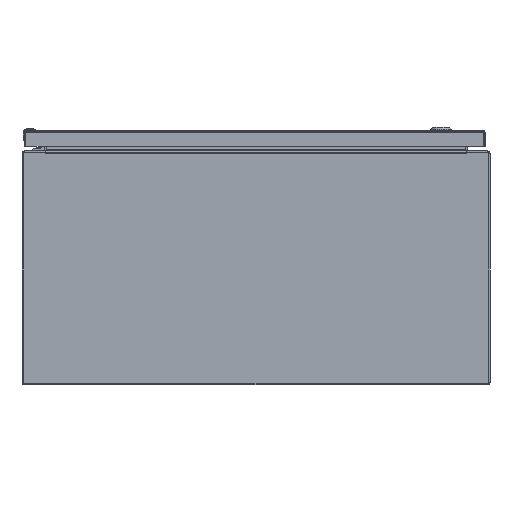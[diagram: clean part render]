
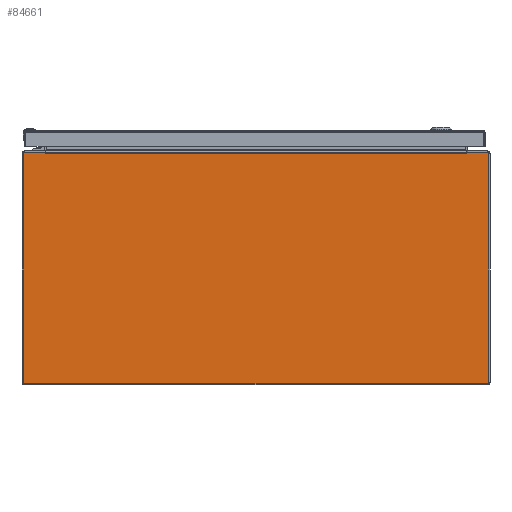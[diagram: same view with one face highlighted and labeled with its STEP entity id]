
A CAD part, front view. The second image highlights one B-rep face of the part: STEP entity #84661.
In plain terms, the highlighted planar face has unit normal (0, -1, 0).
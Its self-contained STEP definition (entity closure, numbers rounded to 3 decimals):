
#351 = CARTESIAN_POINT ( 'NONE',  ( -10.814, -21., 5.855 ) ) ;
#830 = LINE ( 'NONE', #37446, #57454 ) ;
#8469 = DIRECTION ( 'NONE',  ( 1., 0., 0. ) ) ;
#9396 = DIRECTION ( 'NONE',  ( 0., 0., -1. ) ) ;
#9464 = DIRECTION ( 'NONE',  ( 0., 0., -1. ) ) ;
#13222 = EDGE_CURVE ( 'NONE', #83405, #103014, #15059, .T. ) ;
#13809 = DIRECTION ( 'NONE',  ( -1., 0., 0. ) ) ;
#14765 = ORIENTED_EDGE ( 'NONE', *, *, #82686, .F. ) ;
#14923 = VERTEX_POINT ( 'NONE', #117414 ) ;
#15059 = LINE ( 'NONE', #108140, #27238 ) ;
#17139 = DIRECTION ( 'NONE',  ( -1., 0., 0. ) ) ;
#17814 = EDGE_CURVE ( 'NONE', #19254, #67002, #23495, .T. ) ;
#18828 = DIRECTION ( 'NONE',  ( 1., 0., 0. ) ) ;
#19254 = VERTEX_POINT ( 'NONE', #23259 ) ;
#19508 = EDGE_CURVE ( 'NONE', #118722, #27620, #830, .T. ) ;
#22076 = DIRECTION ( 'NONE',  ( 0., 0., -1. ) ) ;
#22487 = CARTESIAN_POINT ( 'NONE',  ( 0., -21., 5.855 ) ) ;
#22613 = ORIENTED_EDGE ( 'NONE', *, *, #112731, .F. ) ;
#22760 = EDGE_CURVE ( 'NONE', #64553, #14923, #79295, .T. ) ;
#23101 = LINE ( 'NONE', #22487, #85909 ) ;
#23259 = CARTESIAN_POINT ( 'NONE',  ( 11.857, -21., 5.937 ) ) ;
#23495 = CIRCLE ( 'NONE', #79020, 0.08 ) ;
#23625 = CARTESIAN_POINT ( 'NONE',  ( 10.828, -21., 5.937 ) ) ;
#26276 = VERTEX_POINT ( 'NONE', #38029 ) ;
#26913 = VECTOR ( 'NONE', #34146, 39.37 ) ;
#27238 = VECTOR ( 'NONE', #13809, 39.37 ) ;
#27620 = VERTEX_POINT ( 'NONE', #84455 ) ;
#30700 = DIRECTION ( 'NONE',  ( -0.174, 0., 0.985 ) ) ;
#30943 = DIRECTION ( 'NONE',  ( 0., 1., 0. ) ) ;
#34146 = DIRECTION ( 'NONE',  ( -1., 0., 0. ) ) ;
#35390 = CARTESIAN_POINT ( 'NONE',  ( 0., -21., -5.937 ) ) ;
#36217 = LINE ( 'NONE', #83367, #73121 ) ;
#36400 = CARTESIAN_POINT ( 'NONE',  ( 0., -21., 5.937 ) ) ;
#36487 = ORIENTED_EDGE ( 'NONE', *, *, #22760, .F. ) ;
#37386 = ORIENTED_EDGE ( 'NONE', *, *, #59543, .T. ) ;
#37446 = CARTESIAN_POINT ( 'NONE',  ( 0., -21., 5.937 ) ) ;
#38011 = ORIENTED_EDGE ( 'NONE', *, *, #57117, .T. ) ;
#38029 = CARTESIAN_POINT ( 'NONE',  ( -11.937, -21., 5.857 ) ) ;
#38093 = VECTOR ( 'NONE', #30700, 39.37 ) ;
#39443 = CARTESIAN_POINT ( 'NONE',  ( 11.937, -21., -5.857 ) ) ;
#41477 = ORIENTED_EDGE ( 'NONE', *, *, #50814, .F. ) ;
#42649 = CARTESIAN_POINT ( 'NONE',  ( 11.937, -21., 5.857 ) ) ;
#43634 = AXIS2_PLACEMENT_3D ( 'NONE', #107074, #118241, #22076 ) ;
#45348 = VERTEX_POINT ( 'NONE', #73007 ) ;
#45672 = CIRCLE ( 'NONE', #61443, 0.08 ) ;
#46711 = CARTESIAN_POINT ( 'NONE',  ( -11.857, -21., -5.857 ) ) ;
#47882 = CARTESIAN_POINT ( 'NONE',  ( 11.857, -21., 5.857 ) ) ;
#49808 = DIRECTION ( 'NONE',  ( -1., 0., 0. ) ) ;
#50651 = VECTOR ( 'NONE', #8469, 39.37 ) ;
#50814 = EDGE_CURVE ( 'NONE', #67002, #64553, #36217, .T. ) ;
#54039 = LINE ( 'NONE', #23625, #117362 ) ;
#56408 = DIRECTION ( 'NONE',  ( 0., 0., 1. ) ) ;
#57117 = EDGE_CURVE ( 'NONE', #90477, #27620, #113889, .T. ) ;
#57454 = VECTOR ( 'NONE', #18828, 39.37 ) ;
#58062 = CARTESIAN_POINT ( 'NONE',  ( 10.814, -21., 5.855 ) ) ;
#59543 = EDGE_CURVE ( 'NONE', #104407, #110150, #54039, .T. ) ;
#60773 = ORIENTED_EDGE ( 'NONE', *, *, #92971, .F. ) ;
#61443 = AXIS2_PLACEMENT_3D ( 'NONE', #46711, #30943, #9464 ) ;
#62232 = EDGE_CURVE ( 'NONE', #103014, #90477, #23101, .T. ) ;
#64048 = FACE_OUTER_BOUND ( 'NONE', #109408, .T. ) ;
#64321 = CARTESIAN_POINT ( 'NONE',  ( 10.806, -21., 5.855 ) ) ;
#64553 = VERTEX_POINT ( 'NONE', #39443 ) ;
#65552 = LINE ( 'NONE', #36400, #50651 ) ;
#66324 = VECTOR ( 'NONE', #56408, 39.37 ) ;
#66433 = EDGE_CURVE ( 'NONE', #110150, #83405, #82905, .T. ) ;
#67002 = VERTEX_POINT ( 'NONE', #42649 ) ;
#68688 = AXIS2_PLACEMENT_3D ( 'NONE', #73356, #74564, #9396 ) ;
#72192 = CARTESIAN_POINT ( 'NONE',  ( -10.814, -21., 5.855 ) ) ;
#73007 = CARTESIAN_POINT ( 'NONE',  ( -11.857, -21., -5.937 ) ) ;
#73121 = VECTOR ( 'NONE', #91446, 39.37 ) ;
#73356 = CARTESIAN_POINT ( 'NONE',  ( 0., -21., 0. ) ) ;
#74564 = DIRECTION ( 'NONE',  ( 0., -1., 0. ) ) ;
#75676 = ORIENTED_EDGE ( 'NONE', *, *, #66433, .T. ) ;
#78433 = CIRCLE ( 'NONE', #110457, 0.08 ) ;
#79020 = AXIS2_PLACEMENT_3D ( 'NONE', #47882, #95011, #104333 ) ;
#79295 = CIRCLE ( 'NONE', #43634, 0.08 ) ;
#80563 = EDGE_CURVE ( 'NONE', #14923, #45348, #91235, .T. ) ;
#82686 = EDGE_CURVE ( 'NONE', #26276, #118722, #78433, .T. ) ;
#82877 = VERTEX_POINT ( 'NONE', #83066 ) ;
#82905 = LINE ( 'NONE', #64321, #86361 ) ;
#83066 = CARTESIAN_POINT ( 'NONE',  ( -11.937, -21., -5.857 ) ) ;
#83367 = CARTESIAN_POINT ( 'NONE',  ( 11.937, -21., 0. ) ) ;
#83405 = VERTEX_POINT ( 'NONE', #113903 ) ;
#83899 = ORIENTED_EDGE ( 'NONE', *, *, #13222, .T. ) ;
#84455 = CARTESIAN_POINT ( 'NONE',  ( -10.828, -21., 5.937 ) ) ;
#84661 = ADVANCED_FACE ( 'NONE', ( #64048 ), #93757, .T. ) ;
#85909 = VECTOR ( 'NONE', #49808, 39.37 ) ;
#86361 = VECTOR ( 'NONE', #17139, 39.37 ) ;
#88708 = CARTESIAN_POINT ( 'NONE',  ( -11.857, -21., 5.857 ) ) ;
#89987 = DIRECTION ( 'NONE',  ( -0.174, 0., -0.985 ) ) ;
#90006 = ORIENTED_EDGE ( 'NONE', *, *, #90634, .F. ) ;
#90477 = VERTEX_POINT ( 'NONE', #72192 ) ;
#90634 = EDGE_CURVE ( 'NONE', #45348, #82877, #45672, .T. ) ;
#91235 = LINE ( 'NONE', #35390, #26913 ) ;
#91446 = DIRECTION ( 'NONE',  ( 0., 0., -1. ) ) ;
#92971 = EDGE_CURVE ( 'NONE', #104407, #19254, #65552, .T. ) ;
#93757 = PLANE ( 'NONE',  #68688 ) ;
#95011 = DIRECTION ( 'NONE',  ( 0., 1., 0. ) ) ;
#95216 = ORIENTED_EDGE ( 'NONE', *, *, #19508, .F. ) ;
#96176 = DIRECTION ( 'NONE',  ( 0., 0., -1. ) ) ;
#98910 = CARTESIAN_POINT ( 'NONE',  ( -11.857, -21., 5.937 ) ) ;
#101460 = ORIENTED_EDGE ( 'NONE', *, *, #80563, .F. ) ;
#103014 = VERTEX_POINT ( 'NONE', #112268 ) ;
#103527 = CARTESIAN_POINT ( 'NONE',  ( -11.937, -21., 0. ) ) ;
#104333 = DIRECTION ( 'NONE',  ( 0., 0., -1. ) ) ;
#104407 = VERTEX_POINT ( 'NONE', #109405 ) ;
#105748 = ORIENTED_EDGE ( 'NONE', *, *, #62232, .T. ) ;
#107074 = CARTESIAN_POINT ( 'NONE',  ( 11.857, -21., -5.857 ) ) ;
#108140 = CARTESIAN_POINT ( 'NONE',  ( 0., -21., 5.855 ) ) ;
#109405 = CARTESIAN_POINT ( 'NONE',  ( 10.828, -21., 5.937 ) ) ;
#109408 = EDGE_LOOP ( 'NONE', ( #95216, #14765, #22613, #90006, #101460, #36487, #41477, #115366, #60773, #37386, #75676, #83899, #105748, #38011 ) ) ;
#110150 = VERTEX_POINT ( 'NONE', #58062 ) ;
#110457 = AXIS2_PLACEMENT_3D ( 'NONE', #88708, #116644, #96176 ) ;
#112268 = CARTESIAN_POINT ( 'NONE',  ( -10.798, -21., 5.855 ) ) ;
#112731 = EDGE_CURVE ( 'NONE', #82877, #26276, #114069, .T. ) ;
#113889 = LINE ( 'NONE', #351, #38093 ) ;
#113903 = CARTESIAN_POINT ( 'NONE',  ( 10.798, -21., 5.855 ) ) ;
#114069 = LINE ( 'NONE', #103527, #66324 ) ;
#115366 = ORIENTED_EDGE ( 'NONE', *, *, #17814, .F. ) ;
#116644 = DIRECTION ( 'NONE',  ( 0., 1., 0. ) ) ;
#117362 = VECTOR ( 'NONE', #89987, 39.37 ) ;
#117414 = CARTESIAN_POINT ( 'NONE',  ( 11.857, -21., -5.937 ) ) ;
#118241 = DIRECTION ( 'NONE',  ( 0., 1., 0. ) ) ;
#118722 = VERTEX_POINT ( 'NONE', #98910 ) ;
